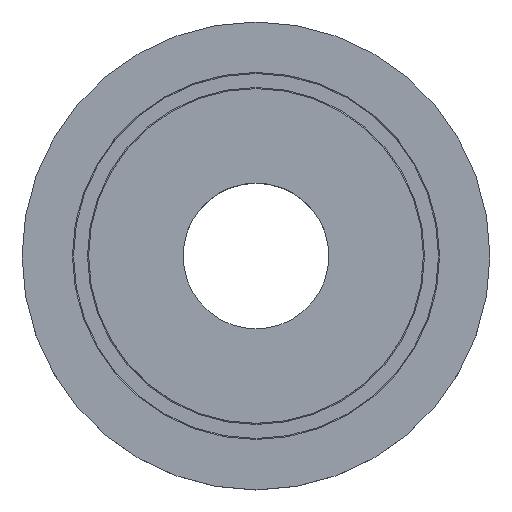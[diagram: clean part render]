
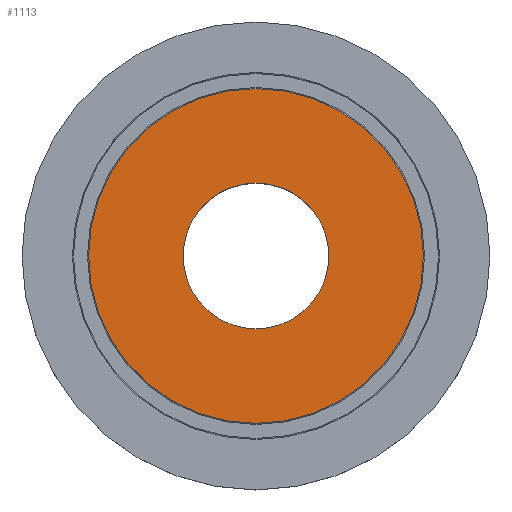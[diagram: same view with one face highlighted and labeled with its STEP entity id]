
A CAD part, top view. The second image highlights one B-rep face of the part: STEP entity #1113.
In plain terms, the highlighted planar face has unit normal (0, 0, 1).
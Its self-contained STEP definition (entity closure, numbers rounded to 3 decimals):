
#19 = DIRECTION ( 'NONE',  ( -1., 0., 0. ) ) ;
#154 = AXIS2_PLACEMENT_3D ( 'NONE', #1557, #630, #796 ) ;
#159 = CARTESIAN_POINT ( 'NONE',  ( 0., 0., 0. ) ) ;
#259 = EDGE_LOOP ( 'NONE', ( #1480, #1478 ) ) ;
#289 = VERTEX_POINT ( 'NONE', #1410 ) ;
#297 = DIRECTION ( 'NONE',  ( 0., 0., -1. ) ) ;
#337 = DIRECTION ( 'NONE',  ( 0., 0., 1. ) ) ;
#451 = AXIS2_PLACEMENT_3D ( 'NONE', #1891, #337, #1873 ) ;
#461 = EDGE_CURVE ( 'NONE', #598, #1303, #767, .T. ) ;
#598 = VERTEX_POINT ( 'NONE', #985 ) ;
#611 = CARTESIAN_POINT ( 'NONE',  ( 20.25, 0., 0. ) ) ;
#620 = FACE_BOUND ( 'NONE', #259, .T. ) ;
#630 = DIRECTION ( 'NONE',  ( 0., 0., 1. ) ) ;
#673 = CIRCLE ( 'NONE', #154, 46.5 ) ;
#767 = CIRCLE ( 'NONE', #845, 20.25 ) ;
#789 = PLANE ( 'NONE',  #1198 ) ;
#796 = DIRECTION ( 'NONE',  ( 1., 0., 0. ) ) ;
#803 = CARTESIAN_POINT ( 'NONE',  ( 0., 0., 0. ) ) ;
#845 = AXIS2_PLACEMENT_3D ( 'NONE', #1815, #964, #1359 ) ;
#964 = DIRECTION ( 'NONE',  ( 0., 0., -1. ) ) ;
#968 = DIRECTION ( 'NONE',  ( 0., 0., -1. ) ) ;
#985 = CARTESIAN_POINT ( 'NONE',  ( -20.25, 0., 0. ) ) ;
#1097 = EDGE_CURVE ( 'NONE', #1604, #289, #673, .T. ) ;
#1104 = DIRECTION ( 'NONE',  ( -1., 0., 0. ) ) ;
#1112 = EDGE_CURVE ( 'NONE', #289, #1604, #1590, .T. ) ;
#1113 = ADVANCED_FACE ( 'NONE', ( #620, #1804 ), #789, .F. ) ;
#1198 = AXIS2_PLACEMENT_3D ( 'NONE', #803, #968, #19 ) ;
#1242 = CIRCLE ( 'NONE', #1356, 20.25 ) ;
#1303 = VERTEX_POINT ( 'NONE', #611 ) ;
#1304 = EDGE_CURVE ( 'NONE', #1303, #598, #1242, .T. ) ;
#1356 = AXIS2_PLACEMENT_3D ( 'NONE', #159, #297, #1104 ) ;
#1359 = DIRECTION ( 'NONE',  ( -1., 0., 0. ) ) ;
#1410 = CARTESIAN_POINT ( 'NONE',  ( 46.5, 0., 0. ) ) ;
#1478 = ORIENTED_EDGE ( 'NONE', *, *, #1304, .T. ) ;
#1480 = ORIENTED_EDGE ( 'NONE', *, *, #461, .T. ) ;
#1526 = CARTESIAN_POINT ( 'NONE',  ( -46.5, 0., 0. ) ) ;
#1557 = CARTESIAN_POINT ( 'NONE',  ( 0., 0., 0. ) ) ;
#1582 = EDGE_LOOP ( 'NONE', ( #1645, #1619 ) ) ;
#1590 = CIRCLE ( 'NONE', #451, 46.5 ) ;
#1604 = VERTEX_POINT ( 'NONE', #1526 ) ;
#1619 = ORIENTED_EDGE ( 'NONE', *, *, #1097, .T. ) ;
#1645 = ORIENTED_EDGE ( 'NONE', *, *, #1112, .T. ) ;
#1804 = FACE_OUTER_BOUND ( 'NONE', #1582, .T. ) ;
#1815 = CARTESIAN_POINT ( 'NONE',  ( 0., 0., 0. ) ) ;
#1873 = DIRECTION ( 'NONE',  ( 1., 0., 0. ) ) ;
#1891 = CARTESIAN_POINT ( 'NONE',  ( 0., 0., 0. ) ) ;
